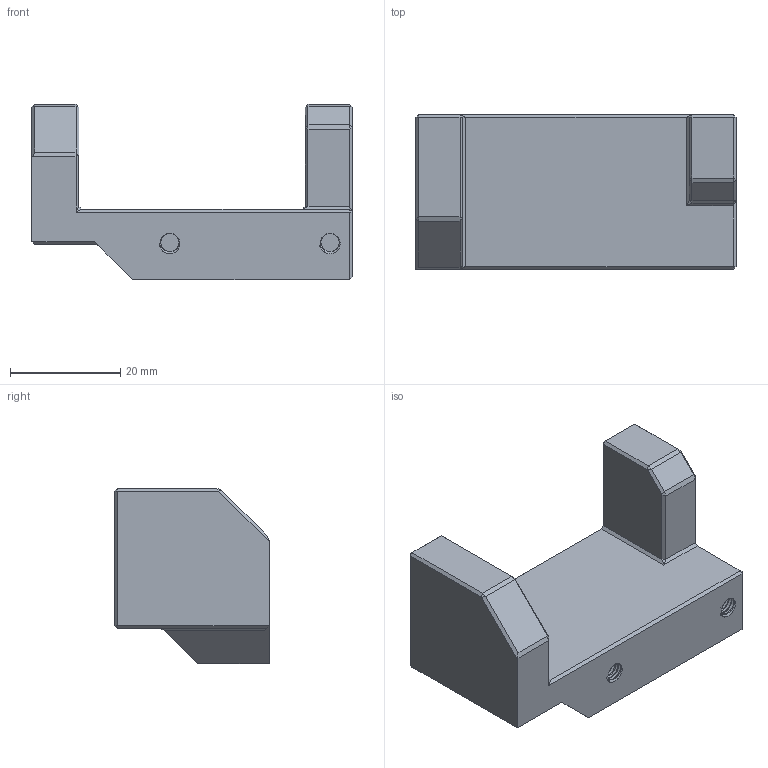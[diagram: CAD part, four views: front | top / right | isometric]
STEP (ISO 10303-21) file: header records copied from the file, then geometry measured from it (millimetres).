
FILE_DESCRIPTION(/* description */ (''),/* implementation_level */ '2;1');
FILE_NAME(/* name */ 'ServoMount.step',/* time_stamp */ '2025-11-17T15:56:29+01:00',/* author */ (''),/* organization */ (''),/* preprocessor_version */ 'ST-DEVELOPER v20.1',/* originating_system */ 'Autodesk Translation Framework v14.21.0.0',/* authorisation */ '');
FILE_SCHEMA (('AUTOMOTIVE_DESIGN { 1 0 10303 214 3 1 1 }'));
Length unit declared in the file: millimetre
Products named in the file (1): Servo Mount
Bounding box: 58 x 28 x 31.75 mm (x, y, z)
Volume: 20905.5 mm3; surface area: 7998.5 mm2
Topology: 1 solids, 1 shells, 362 faces, 990 edges, 636 vertices
Faces by surface type: cylinder 264, plane 82, bspline 12, cone 4
Full cylindrical faces by diameter (mm): 2.529 x44, 3.086 x20, 3.332 x18, 4.109 x8
Entity records: 26432 total; most frequent: CARTESIAN_POINT 18367, ORIENTED_EDGE 1980, DIRECTION 1176, EDGE_CURVE 990, VERTEX_POINT 636, B_SPLINE_CURVE_WITH_KNOTS 552, LINE 402, VECTOR 402
